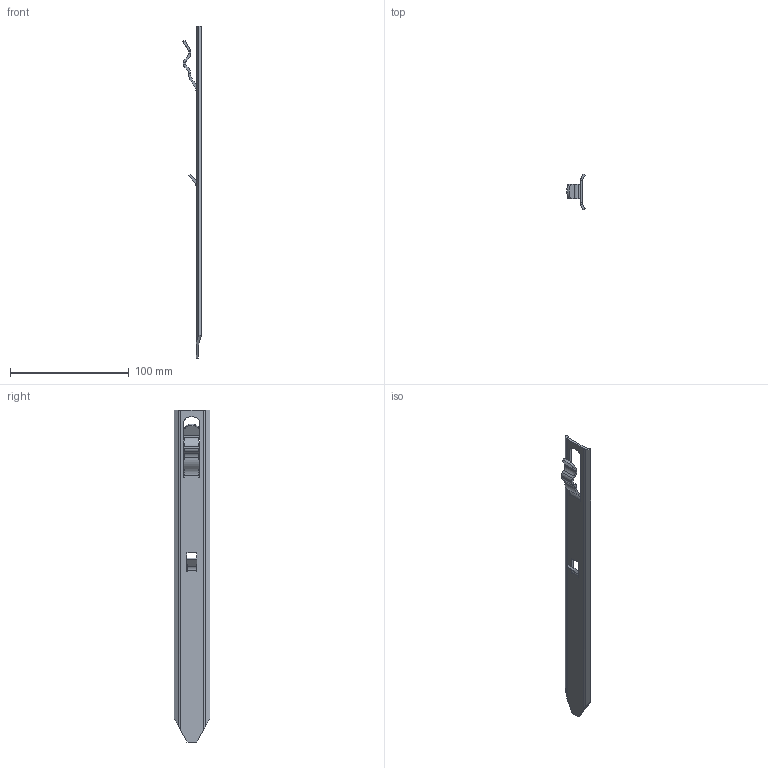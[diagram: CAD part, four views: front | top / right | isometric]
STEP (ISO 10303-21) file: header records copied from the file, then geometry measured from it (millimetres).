
FILE_DESCRIPTION(/* description */ (''),/* implementation_level */ '2;1');
FILE_NAME(/* name */ '',/* time_stamp */ '2023-05-18T15:12:00+03:00',/* author */ ('Ртищев А.О.'),/* organization */ (''),/* preprocessor_version */ 'ST-DEVELOPER v19.2',/* originating_system */ 'Autodesk Inventor 2023',/* authorisation */ '');
FILE_SCHEMA (('AUTOMOTIVE_DESIGN { 1 0 10303 214 3 1 1 }'));
Length unit declared in the file: millimetre
Products named in the file (1): Держатель для полосы 
при прокладке в 
фундаменте
Bounding box: 15.26 x 29.8 x 280 mm (x, y, z)
Volume: 16187.2 mm3; surface area: 17983.1 mm2
Topology: 1 solids, 1 shells, 104 faces, 234 edges, 132 vertices
Faces by surface type: plane 80, cylinder 24
Entity records: 2841 total; most frequent: DIRECTION 492, CARTESIAN_POINT 471, ORIENTED_EDGE 468, EDGE_CURVE 234, LINE 186, VECTOR 186, AXIS2_PLACEMENT_3D 153, VERTEX_POINT 132
